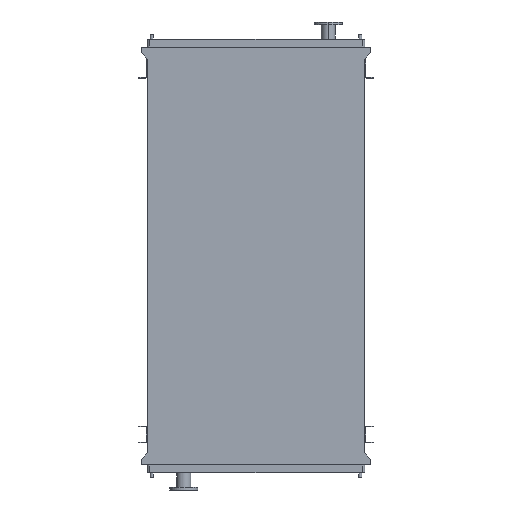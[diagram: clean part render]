
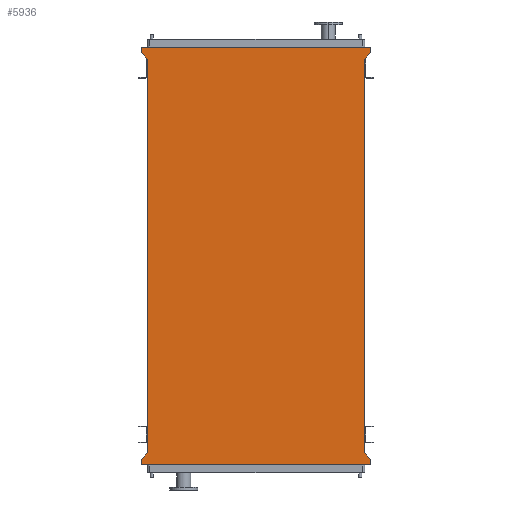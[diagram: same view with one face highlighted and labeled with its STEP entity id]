
A CAD part, front view. The second image highlights one B-rep face of the part: STEP entity #5936.
In plain terms, the highlighted planar face has unit normal (0, -1, 0).
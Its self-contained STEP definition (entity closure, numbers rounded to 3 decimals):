
#64 = VECTOR ( 'NONE', #9741, 1000. ) ;
#170 = VERTEX_POINT ( 'NONE', #15904 ) ;
#549 = CARTESIAN_POINT ( 'NONE',  ( -891., 0., 95. ) ) ;
#694 = PLANE ( 'NONE',  #2350 ) ;
#799 = CARTESIAN_POINT ( 'NONE',  ( -891., 0., 53. ) ) ;
#972 = LINE ( 'NONE', #6172, #4272 ) ;
#1230 = CARTESIAN_POINT ( 'NONE',  ( 891., 0., 95. ) ) ;
#1302 = LINE ( 'NONE', #5096, #15133 ) ;
#1596 = VERTEX_POINT ( 'NONE', #4564 ) ;
#1668 = LINE ( 'NONE', #7045, #5618 ) ;
#1770 = VECTOR ( 'NONE', #10053, 1000. ) ;
#1840 = LINE ( 'NONE', #9917, #64 ) ;
#1983 = CARTESIAN_POINT ( 'NONE',  ( -891., 0., -3145. ) ) ;
#2350 = AXIS2_PLACEMENT_3D ( 'NONE', #15426, #3417, #11467 ) ;
#2567 = VECTOR ( 'NONE', #14393, 1000. ) ;
#2721 = LINE ( 'NONE', #1230, #10205 ) ;
#2938 = DIRECTION ( 'NONE',  ( 1., 0., 0. ) ) ;
#3110 = ORIENTED_EDGE ( 'NONE', *, *, #3443, .F. ) ;
#3169 = CARTESIAN_POINT ( 'NONE',  ( 845., 0., -3050. ) ) ;
#3261 = CARTESIAN_POINT ( 'NONE',  ( 891., 0., -3145. ) ) ;
#3389 = EDGE_CURVE ( 'NONE', #3567, #8528, #972, .T. ) ;
#3417 = DIRECTION ( 'NONE',  ( 0., -1., 0. ) ) ;
#3443 = EDGE_CURVE ( 'NONE', #7956, #4169, #12977, .T. ) ;
#3567 = VERTEX_POINT ( 'NONE', #3169 ) ;
#3583 = LINE ( 'NONE', #12946, #14924 ) ;
#4169 = VERTEX_POINT ( 'NONE', #549 ) ;
#4272 = VECTOR ( 'NONE', #8868, 1000. ) ;
#4395 = ORIENTED_EDGE ( 'NONE', *, *, #17154, .F. ) ;
#4551 = EDGE_CURVE ( 'NONE', #17127, #170, #9925, .T. ) ;
#4564 = CARTESIAN_POINT ( 'NONE',  ( -845., 0., -3050. ) ) ;
#4768 = CARTESIAN_POINT ( 'NONE',  ( 891., 0., 95. ) ) ;
#4804 = ORIENTED_EDGE ( 'NONE', *, *, #14825, .F. ) ;
#5096 = CARTESIAN_POINT ( 'NONE',  ( -845., 0., -3050. ) ) ;
#5277 = VECTOR ( 'NONE', #11588, 1000. ) ;
#5304 = EDGE_CURVE ( 'NONE', #4169, #11662, #15993, .T. ) ;
#5310 = EDGE_LOOP ( 'NONE', ( #10992, #15451, #4395, #9172, #3110, #14079, #9163, #10910, #4804, #13897, #6461, #11977 ) ) ;
#5491 = LINE ( 'NONE', #9687, #9268 ) ;
#5618 = VECTOR ( 'NONE', #13778, 1000. ) ;
#5672 = CARTESIAN_POINT ( 'NONE',  ( -891., 0., 95. ) ) ;
#5936 = ADVANCED_FACE ( 'NONE', ( #6139 ), #694, .T. ) ;
#6139 = FACE_OUTER_BOUND ( 'NONE', #5310, .T. ) ;
#6172 = CARTESIAN_POINT ( 'NONE',  ( 845., 0., -3050. ) ) ;
#6232 = DIRECTION ( 'NONE',  ( -0.655, 0., 0.755 ) ) ;
#6461 = ORIENTED_EDGE ( 'NONE', *, *, #4551, .F. ) ;
#6760 = DIRECTION ( 'NONE',  ( 0., 0., 1. ) ) ;
#6979 = DIRECTION ( 'NONE',  ( 0., 0., 1. ) ) ;
#7045 = CARTESIAN_POINT ( 'NONE',  ( 891., 0., 53. ) ) ;
#7956 = VERTEX_POINT ( 'NONE', #10643 ) ;
#8077 = DIRECTION ( 'NONE',  ( 0., 0., -1. ) ) ;
#8114 = VERTEX_POINT ( 'NONE', #10025 ) ;
#8276 = CARTESIAN_POINT ( 'NONE',  ( 891., 0., 53. ) ) ;
#8352 = EDGE_CURVE ( 'NONE', #16867, #8528, #1668, .T. ) ;
#8528 = VERTEX_POINT ( 'NONE', #14723 ) ;
#8572 = EDGE_CURVE ( 'NONE', #1596, #16494, #1302, .T. ) ;
#8868 = DIRECTION ( 'NONE',  ( 0., 0., 1. ) ) ;
#9163 = ORIENTED_EDGE ( 'NONE', *, *, #8572, .F. ) ;
#9172 = ORIENTED_EDGE ( 'NONE', *, *, #5304, .F. ) ;
#9268 = VECTOR ( 'NONE', #6979, 1000. ) ;
#9687 = CARTESIAN_POINT ( 'NONE',  ( -891., 0., -3103. ) ) ;
#9741 = DIRECTION ( 'NONE',  ( 0.655, 0., -0.755 ) ) ;
#9917 = CARTESIAN_POINT ( 'NONE',  ( 891., 0., -3103. ) ) ;
#9925 = LINE ( 'NONE', #3261, #9943 ) ;
#9943 = VECTOR ( 'NONE', #12783, 1000. ) ;
#10025 = CARTESIAN_POINT ( 'NONE',  ( -891., 0., -3145. ) ) ;
#10053 = DIRECTION ( 'NONE',  ( -1., 0., 0. ) ) ;
#10205 = VECTOR ( 'NONE', #8077, 1000. ) ;
#10280 = CARTESIAN_POINT ( 'NONE',  ( -845., 0., -3050. ) ) ;
#10643 = CARTESIAN_POINT ( 'NONE',  ( -891., 0., 53. ) ) ;
#10910 = ORIENTED_EDGE ( 'NONE', *, *, #11664, .F. ) ;
#10971 = EDGE_CURVE ( 'NONE', #3567, #17127, #1840, .T. ) ;
#10992 = ORIENTED_EDGE ( 'NONE', *, *, #3389, .T. ) ;
#11467 = DIRECTION ( 'NONE',  ( 0., 0., -1. ) ) ;
#11588 = DIRECTION ( 'NONE',  ( 0.655, 0., 0.755 ) ) ;
#11662 = VERTEX_POINT ( 'NONE', #4768 ) ;
#11664 = EDGE_CURVE ( 'NONE', #13661, #1596, #11669, .T. ) ;
#11669 = LINE ( 'NONE', #10280, #5277 ) ;
#11977 = ORIENTED_EDGE ( 'NONE', *, *, #10971, .F. ) ;
#12165 = CARTESIAN_POINT ( 'NONE',  ( -845., 0., 0. ) ) ;
#12501 = LINE ( 'NONE', #1983, #1770 ) ;
#12783 = DIRECTION ( 'NONE',  ( 0., 0., -1. ) ) ;
#12946 = CARTESIAN_POINT ( 'NONE',  ( -845., 0., 0. ) ) ;
#12977 = LINE ( 'NONE', #799, #2567 ) ;
#13661 = VERTEX_POINT ( 'NONE', #17040 ) ;
#13778 = DIRECTION ( 'NONE',  ( -0.655, 0., -0.755 ) ) ;
#13897 = ORIENTED_EDGE ( 'NONE', *, *, #15727, .F. ) ;
#14079 = ORIENTED_EDGE ( 'NONE', *, *, #15459, .F. ) ;
#14393 = DIRECTION ( 'NONE',  ( 0., 0., 1. ) ) ;
#14666 = VECTOR ( 'NONE', #2938, 1000. ) ;
#14723 = CARTESIAN_POINT ( 'NONE',  ( 845., 0., 0. ) ) ;
#14811 = CARTESIAN_POINT ( 'NONE',  ( 891., 0., -3103. ) ) ;
#14825 = EDGE_CURVE ( 'NONE', #8114, #13661, #5491, .T. ) ;
#14924 = VECTOR ( 'NONE', #6232, 1000. ) ;
#15133 = VECTOR ( 'NONE', #6760, 1000. ) ;
#15426 = CARTESIAN_POINT ( 'NONE',  ( -845., 0., -3050. ) ) ;
#15451 = ORIENTED_EDGE ( 'NONE', *, *, #8352, .F. ) ;
#15459 = EDGE_CURVE ( 'NONE', #16494, #7956, #3583, .T. ) ;
#15727 = EDGE_CURVE ( 'NONE', #170, #8114, #12501, .T. ) ;
#15904 = CARTESIAN_POINT ( 'NONE',  ( 891., 0., -3145. ) ) ;
#15993 = LINE ( 'NONE', #5672, #14666 ) ;
#16494 = VERTEX_POINT ( 'NONE', #12165 ) ;
#16867 = VERTEX_POINT ( 'NONE', #8276 ) ;
#17040 = CARTESIAN_POINT ( 'NONE',  ( -891., 0., -3103. ) ) ;
#17127 = VERTEX_POINT ( 'NONE', #14811 ) ;
#17154 = EDGE_CURVE ( 'NONE', #11662, #16867, #2721, .T. ) ;
